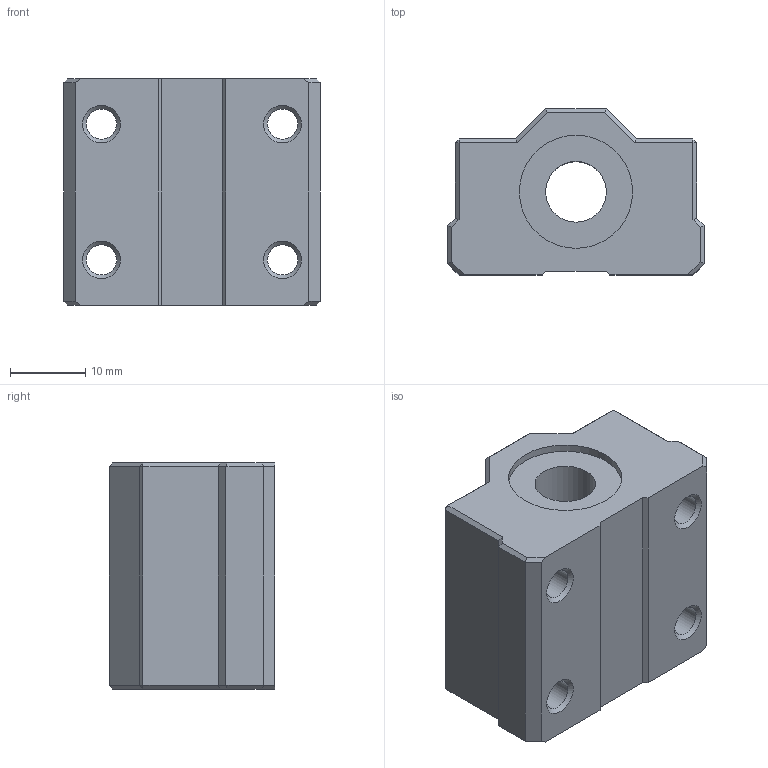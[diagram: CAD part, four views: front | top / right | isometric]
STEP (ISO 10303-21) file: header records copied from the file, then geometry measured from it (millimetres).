
FILE_DESCRIPTION(/* description */ (''),/* implementation_level */ '2;1');
FILE_NAME(/* name */ 'SC8UU.stp',/* time_stamp */ '2014-07-30T01:15:43+03:00',/* author */ ('ntg'),/* organization */ (''),/* preprocessor_version */ 'ST-DEVELOPER v15.2',/* originating_system */ 'Autodesk Inventor 2014',/* authorisation */ '');
FILE_SCHEMA (('AUTOMOTIVE_DESIGN { 1 0 10303 214 3 1 1 }'));
Length unit declared in the file: millimetre
Products named in the file (1): SC8UU
Bounding box: 34 x 22 x 30 mm (x, y, z)
Volume: 16222.6 mm3; surface area: 5823.3 mm2
Topology: 1 solids, 1 shells, 69 faces, 159 edges, 94 vertices
Faces by surface type: plane 54, cone 8, cylinder 7
Full cylindrical faces by diameter (mm): 4 x4, 8.05 x1, 15 x2
Entity records: 1827 total; most frequent: DIRECTION 302, CARTESIAN_POINT 300, ORIENTED_EDGE 280, EDGE_CURVE 140, LINE 118, VECTOR 118, EDGE_LOOP 96, AXIS2_PLACEMENT_3D 92
